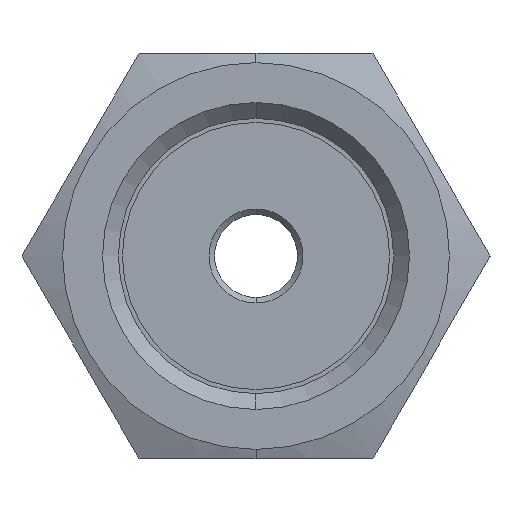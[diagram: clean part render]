
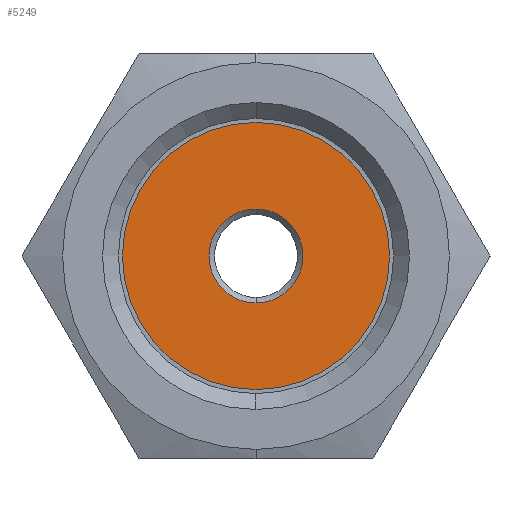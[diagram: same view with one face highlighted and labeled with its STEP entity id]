
A CAD part, left-side view. The second image highlights one B-rep face of the part: STEP entity #5249.
In plain terms, the highlighted planar face has unit normal (-1, 0, 0).
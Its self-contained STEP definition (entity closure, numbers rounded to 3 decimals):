
#86 = EDGE_LOOP ( 'NONE', ( #14312, #3774 ) ) ;
#950 = CIRCLE ( 'NONE', #6617, 7.25 ) ;
#1464 = DIRECTION ( 'NONE',  ( 0., 0., 1. ) ) ;
#1720 = AXIS2_PLACEMENT_3D ( 'NONE', #5445, #6718, #11249 ) ;
#2423 = FACE_BOUND ( 'NONE', #86, .T. ) ;
#3063 = CIRCLE ( 'NONE', #8286, 7.25 ) ;
#3602 = VERTEX_POINT ( 'NONE', #8822 ) ;
#3729 = CARTESIAN_POINT ( 'NONE',  ( -40., 0., 7.25 ) ) ;
#3774 = ORIENTED_EDGE ( 'NONE', *, *, #5737, .T. ) ;
#3809 = VERTEX_POINT ( 'NONE', #16006 ) ;
#4224 = CARTESIAN_POINT ( 'NONE',  ( -40., 0., 0. ) ) ;
#4279 = EDGE_CURVE ( 'NONE', #11006, #3809, #15365, .T. ) ;
#4363 = VERTEX_POINT ( 'NONE', #3729 ) ;
#4472 = CIRCLE ( 'NONE', #1720, 2.55 ) ;
#5249 = ADVANCED_FACE ( 'NONE', ( #2423, #12644 ), #6760, .T. ) ;
#5445 = CARTESIAN_POINT ( 'NONE',  ( -40., 0., 0. ) ) ;
#5737 = EDGE_CURVE ( 'NONE', #3809, #11006, #4472, .T. ) ;
#5763 = DIRECTION ( 'NONE',  ( 0., 0., -1. ) ) ;
#6151 = ORIENTED_EDGE ( 'NONE', *, *, #14743, .F. ) ;
#6523 = CARTESIAN_POINT ( 'NONE',  ( -40., 0., 0. ) ) ;
#6589 = DIRECTION ( 'NONE',  ( 1., 0., 0. ) ) ;
#6617 = AXIS2_PLACEMENT_3D ( 'NONE', #8695, #16081, #17698 ) ;
#6718 = DIRECTION ( 'NONE',  ( 1., 0., 0. ) ) ;
#6760 = PLANE ( 'NONE',  #17125 ) ;
#8153 = DIRECTION ( 'NONE',  ( -1., 0., 0. ) ) ;
#8286 = AXIS2_PLACEMENT_3D ( 'NONE', #4224, #8498, #5763 ) ;
#8498 = DIRECTION ( 'NONE',  ( 1., 0., 0. ) ) ;
#8695 = CARTESIAN_POINT ( 'NONE',  ( -40., 0., 0. ) ) ;
#8822 = CARTESIAN_POINT ( 'NONE',  ( -40., 0., -7.25 ) ) ;
#8831 = AXIS2_PLACEMENT_3D ( 'NONE', #6523, #6589, #1464 ) ;
#11006 = VERTEX_POINT ( 'NONE', #13447 ) ;
#11088 = DIRECTION ( 'NONE',  ( 0., 0., 1. ) ) ;
#11249 = DIRECTION ( 'NONE',  ( 0., 0., 1. ) ) ;
#11714 = EDGE_LOOP ( 'NONE', ( #16815, #6151 ) ) ;
#12610 = CARTESIAN_POINT ( 'NONE',  ( -40., 7.25, 0. ) ) ;
#12644 = FACE_OUTER_BOUND ( 'NONE', #11714, .T. ) ;
#13447 = CARTESIAN_POINT ( 'NONE',  ( -40., 0., 2.55 ) ) ;
#14312 = ORIENTED_EDGE ( 'NONE', *, *, #4279, .T. ) ;
#14743 = EDGE_CURVE ( 'NONE', #4363, #3602, #950, .T. ) ;
#15365 = CIRCLE ( 'NONE', #8831, 2.55 ) ;
#16006 = CARTESIAN_POINT ( 'NONE',  ( -40., 0., -2.55 ) ) ;
#16081 = DIRECTION ( 'NONE',  ( 1., 0., 0. ) ) ;
#16815 = ORIENTED_EDGE ( 'NONE', *, *, #17070, .F. ) ;
#17070 = EDGE_CURVE ( 'NONE', #3602, #4363, #3063, .T. ) ;
#17125 = AXIS2_PLACEMENT_3D ( 'NONE', #12610, #8153, #11088 ) ;
#17698 = DIRECTION ( 'NONE',  ( 0., 0., -1. ) ) ;
